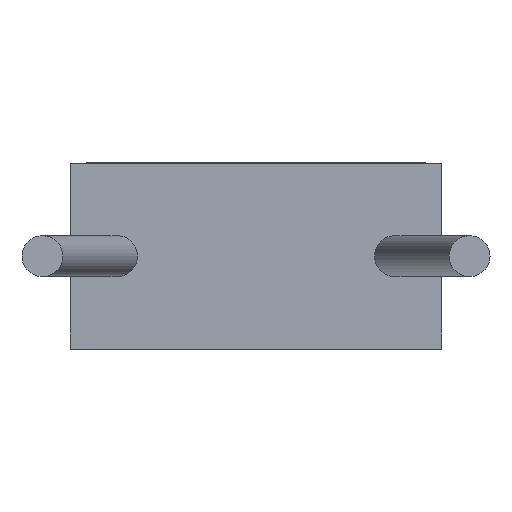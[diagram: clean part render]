
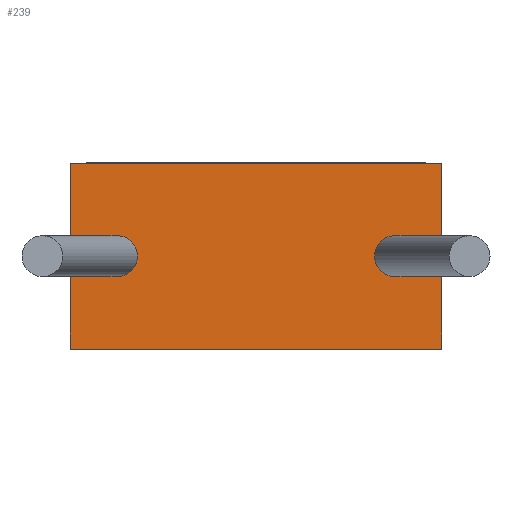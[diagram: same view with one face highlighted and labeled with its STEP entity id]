
A CAD part, front view. The second image highlights one B-rep face of the part: STEP entity #239.
In plain terms, the highlighted planar face has unit normal (0, -1, 0).
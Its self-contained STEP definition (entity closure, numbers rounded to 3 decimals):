
#239=ADVANCED_FACE('NONE',(#475,#476,#477),#478,.F.);
#475=FACE_OUTER_BOUND('',#744,.T.);
#476=FACE_BOUND('',#745,.T.);
#477=FACE_BOUND('',#746,.T.);
#478=PLANE('',#747);
#744=EDGE_LOOP('',(#1391,#1392,#1393,#1394));
#745=EDGE_LOOP('',(#1395,#1396));
#746=EDGE_LOOP('',(#1397,#1398));
#747=AXIS2_PLACEMENT_3D('',#1399,#1400,#1401);
#1391=ORIENTED_EDGE('',*,*,#1709,.T.);
#1392=ORIENTED_EDGE('',*,*,#1710,.F.);
#1393=ORIENTED_EDGE('',*,*,#1711,.F.);
#1394=ORIENTED_EDGE('',*,*,#1712,.T.);
#1395=ORIENTED_EDGE('',*,*,#1695,.T.);
#1396=ORIENTED_EDGE('',*,*,#1713,.T.);
#1397=ORIENTED_EDGE('',*,*,#1714,.F.);
#1398=ORIENTED_EDGE('',*,*,#1702,.F.);
#1399=CARTESIAN_POINT('',(0.0,0.0,2.54));
#1400=DIRECTION('',(0.0,1.0,0.0));
#1401=DIRECTION('',(1.0,0.0,-0.0));
#1695=EDGE_CURVE('NONE',#2075,#2073,#2076,.T.);
#1702=EDGE_CURVE('NONE',#2082,#2084,#2085,.T.);
#1709=EDGE_CURVE('NONE',#2093,#2094,#2095,.T.);
#1710=EDGE_CURVE('NONE',#2096,#2094,#2097,.T.);
#1711=EDGE_CURVE('NONE',#2098,#2096,#2099,.T.);
#1712=EDGE_CURVE('NONE',#2098,#2093,#2100,.T.);
#1713=EDGE_CURVE('NONE',#2073,#2075,#2101,.T.);
#1714=EDGE_CURVE('NONE',#2084,#2082,#2102,.T.);
#2073=VERTEX_POINT('NONE',#2622);
#2075=VERTEX_POINT('NONE',#2625);
#2076=CIRCLE('',#2626,0.28);
#2082=VERTEX_POINT('NONE',#2633);
#2084=VERTEX_POINT('NONE',#2636);
#2085=CIRCLE('',#2637,0.28);
#2093=VERTEX_POINT('NONE',#2646);
#2094=VERTEX_POINT('NONE',#2647);
#2095=LINE('',#2648,#2649);
#2096=VERTEX_POINT('NONE',#2650);
#2097=LINE('',#2651,#2652);
#2098=VERTEX_POINT('NONE',#2653);
#2099=LINE('',#2654,#2655);
#2100=LINE('',#2656,#2657);
#2101=CIRCLE('',#2658,0.28);
#2102=CIRCLE('',#2659,0.28);
#2622=CARTESIAN_POINT('',(4.44,0.0,1.55));
#2625=CARTESIAN_POINT('',(4.44,0.0,0.991));
#2626=AXIS2_PLACEMENT_3D('',#2869,#2870,#2871);
#2633=CARTESIAN_POINT('',(0.64,0.0,1.55));
#2636=CARTESIAN_POINT('',(0.64,0.0,0.991));
#2637=AXIS2_PLACEMENT_3D('',#2880,#2881,#2882);
#2646=CARTESIAN_POINT('',(0.0,0.0,0.0));
#2647=CARTESIAN_POINT('',(5.08,0.0,0.0));
#2648=CARTESIAN_POINT('',(0.0,0.0,0.0));
#2649=VECTOR('',#2893,1000.0);
#2650=CARTESIAN_POINT('',(5.08,0.0,2.54));
#2651=CARTESIAN_POINT('',(5.08,0.0,2.54));
#2652=VECTOR('',#2894,1000.0);
#2653=CARTESIAN_POINT('',(0.0,0.0,2.54));
#2654=CARTESIAN_POINT('',(0.0,0.0,2.54));
#2655=VECTOR('',#2895,1000.0);
#2656=CARTESIAN_POINT('',(0.0,0.0,2.54));
#2657=VECTOR('',#2896,1000.0);
#2658=AXIS2_PLACEMENT_3D('',#2897,#2898,#2899);
#2659=AXIS2_PLACEMENT_3D('',#2900,#2901,#2902);
#2869=CARTESIAN_POINT('',(4.44,0.0,1.27));
#2870=DIRECTION('',(0.0,1.0,0.0));
#2871=DIRECTION('',(0.0,0.0,-1.0));
#2880=CARTESIAN_POINT('',(0.64,0.0,1.27));
#2881=DIRECTION('',(0.0,-1.0,0.0));
#2882=DIRECTION('',(0.0,0.0,-1.0));
#2893=DIRECTION('',(1.0,0.0,0.0));
#2894=DIRECTION('',(-0.0,-0.0,-1.0));
#2895=DIRECTION('',(1.0,0.0,0.0));
#2896=DIRECTION('',(-0.0,-0.0,-1.0));
#2897=CARTESIAN_POINT('',(4.44,0.0,1.27));
#2898=DIRECTION('',(0.0,1.0,0.0));
#2899=DIRECTION('',(0.0,0.0,-1.0));
#2900=CARTESIAN_POINT('',(0.64,0.0,1.27));
#2901=DIRECTION('',(0.0,-1.0,0.0));
#2902=DIRECTION('',(0.0,0.0,-1.0));
